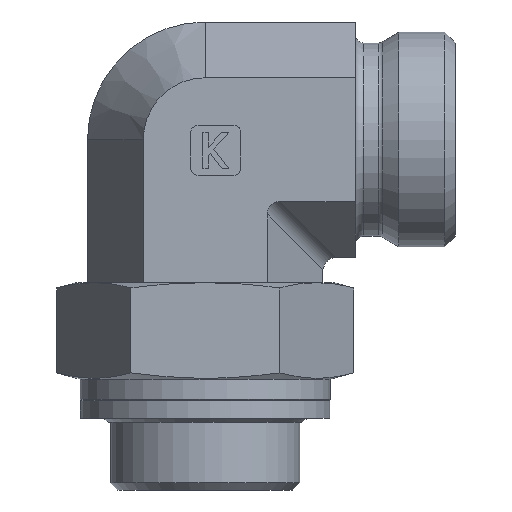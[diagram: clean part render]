
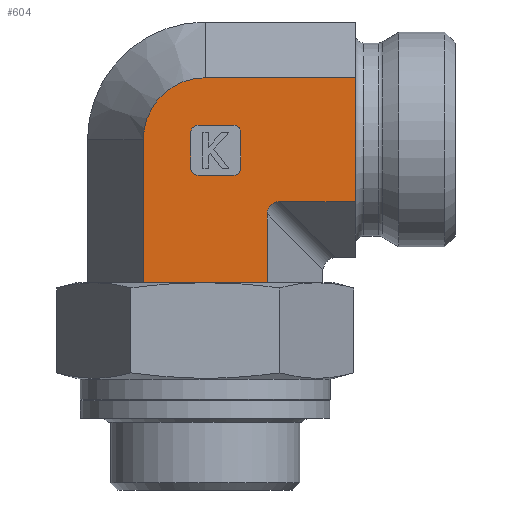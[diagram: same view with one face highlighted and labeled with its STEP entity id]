
A CAD part, left-side view. The second image highlights one B-rep face of the part: STEP entity #604.
In plain terms, the highlighted planar face has unit normal (-1, 0, 0).
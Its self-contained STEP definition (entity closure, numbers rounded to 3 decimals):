
#394=CARTESIAN_POINT('',(-15.0,-8.66,5.));
#395=VERTEX_POINT('',#394);
#402=CARTESIAN_POINT('',(-15.0,8.66,5.));
#403=VERTEX_POINT('',#402);
#404=CARTESIAN_POINT('',(-15.0,8.66,5.));
#405=DIRECTION('',(0.0,-1.0,0.0));
#406=VECTOR('',#405,17.321);
#407=LINE('',#404,#406);
#408=EDGE_CURVE('',#403,#395,#407,.T.);
#452=CARTESIAN_POINT('',(-15.0,8.66,25.0));
#453=VERTEX_POINT('',#452);
#454=CARTESIAN_POINT('',(-15.0,8.66,5.));
#455=DIRECTION('',(0.0,0.0,1.0));
#456=VECTOR('',#455,20.);
#457=LINE('',#454,#456);
#458=EDGE_CURVE('',#403,#453,#457,.T.);
#477=CARTESIAN_POINT('',(-15.0,-8.66,0.0));
#478=DIRECTION('',(-1.0,0.0,0.0));
#479=DIRECTION('',(0.0,0.0,1.0));
#480=AXIS2_PLACEMENT_3D('',#477,#478,#479);
#481=PLANE('',#480);
#482=ORIENTED_EDGE('',*,*,#408,.T.);
#483=CARTESIAN_POINT('',(-15.0,-8.66,14.608));
#484=VERTEX_POINT('',#483);
#485=CARTESIAN_POINT('',(-15.0,-8.66,5.));
#486=DIRECTION('',(0.0,0.0,1.0));
#487=VECTOR('',#486,9.608);
#488=LINE('',#485,#487);
#489=EDGE_CURVE('',#395,#484,#488,.T.);
#490=ORIENTED_EDGE('',*,*,#489,.T.);
#491=CARTESIAN_POINT('',(-15.,-10.392,16.34));
#492=VERTEX_POINT('',#491);
#493=CARTESIAN_POINT('',(-15.0,-10.97,14.03));
#494=DIRECTION('',(-1.0,0.0,0.0));
#495=DIRECTION('',(0.0,0.707,0.707));
#496=AXIS2_PLACEMENT_3D('',#493,#494,#495);
#497=ELLIPSE('',#496,2.582,2.0);
#498=EDGE_CURVE('',#492,#484,#497,.T.);
#499=ORIENTED_EDGE('',*,*,#498,.F.);
#500=CARTESIAN_POINT('',(-15.,-21.,16.34));
#501=VERTEX_POINT('',#500);
#502=CARTESIAN_POINT('',(-15.,-10.392,16.34));
#503=DIRECTION('',(0.0,-1.0,0.0));
#504=VECTOR('',#503,10.608);
#505=LINE('',#502,#504);
#506=EDGE_CURVE('',#492,#501,#505,.T.);
#507=ORIENTED_EDGE('',*,*,#506,.T.);
#508=CARTESIAN_POINT('',(-15.,-21.,33.66));
#509=VERTEX_POINT('',#508);
#510=CARTESIAN_POINT('',(-15.0,-21.,16.34));
#511=DIRECTION('',(0.0,0.0,1.0));
#512=VECTOR('',#511,17.321);
#513=LINE('',#510,#512);
#514=EDGE_CURVE('',#501,#509,#513,.T.);
#515=ORIENTED_EDGE('',*,*,#514,.T.);
#516=CARTESIAN_POINT('',(-15.,0.,33.66));
#517=VERTEX_POINT('',#516);
#518=CARTESIAN_POINT('',(-15.,0.,33.66));
#519=DIRECTION('',(0.0,-1.0,0.0));
#520=VECTOR('',#519,21.0);
#521=LINE('',#518,#520);
#522=EDGE_CURVE('',#517,#509,#521,.T.);
#523=ORIENTED_EDGE('',*,*,#522,.F.);
#524=CARTESIAN_POINT('',(-15.,0.,25.0));
#525=DIRECTION('',(-1.0,0.0,0.0));
#526=DIRECTION('',(0.0,0.0,1.0));
#527=AXIS2_PLACEMENT_3D('',#524,#525,#526);
#528=CIRCLE('',#527,8.66);
#529=EDGE_CURVE('',#517,#453,#528,.T.);
#530=ORIENTED_EDGE('',*,*,#529,.T.);
#531=ORIENTED_EDGE('',*,*,#458,.F.);
#532=EDGE_LOOP('',(#482,#490,#499,#507,#515,#523,#530,#531));
#533=FACE_OUTER_BOUND('',#532,.T.);
#534=CARTESIAN_POINT('',(-15.0,-4.,20.));
#535=VERTEX_POINT('',#534);
#536=CARTESIAN_POINT('',(-15.0,1.0,20.));
#537=VERTEX_POINT('',#536);
#538=CARTESIAN_POINT('',(-15.0,-4.,20.));
#539=DIRECTION('',(0.0,1.0,0.0));
#540=VECTOR('',#539,5.);
#541=LINE('',#538,#540);
#542=EDGE_CURVE('',#535,#537,#541,.T.);
#543=ORIENTED_EDGE('',*,*,#542,.T.);
#544=CARTESIAN_POINT('',(-15.0,2.0,21.));
#545=VERTEX_POINT('',#544);
#546=CARTESIAN_POINT('',(-15.0,1.0,21.));
#547=DIRECTION('',(-1.0,0.0,0.0));
#548=DIRECTION('',(0.0,0.707,-0.707));
#549=AXIS2_PLACEMENT_3D('',#546,#547,#548);
#550=CIRCLE('',#549,1.0);
#551=EDGE_CURVE('',#545,#537,#550,.T.);
#552=ORIENTED_EDGE('',*,*,#551,.F.);
#553=CARTESIAN_POINT('',(-15.0,2.0,26.));
#554=VERTEX_POINT('',#553);
#555=CARTESIAN_POINT('',(-15.0,2.0,21.));
#556=DIRECTION('',(0.0,0.0,1.0));
#557=VECTOR('',#556,5.0);
#558=LINE('',#555,#557);
#559=EDGE_CURVE('',#545,#554,#558,.T.);
#560=ORIENTED_EDGE('',*,*,#559,.T.);
#561=CARTESIAN_POINT('',(-15.0,1.0,27.));
#562=VERTEX_POINT('',#561);
#563=CARTESIAN_POINT('',(-15.0,1.0,26.));
#564=DIRECTION('',(-1.0,0.0,0.0));
#565=DIRECTION('',(0.0,0.707,0.707));
#566=AXIS2_PLACEMENT_3D('',#563,#564,#565);
#567=CIRCLE('',#566,1.0);
#568=EDGE_CURVE('',#562,#554,#567,.T.);
#569=ORIENTED_EDGE('',*,*,#568,.F.);
#570=CARTESIAN_POINT('',(-15.0,-4.,27.));
#571=VERTEX_POINT('',#570);
#572=CARTESIAN_POINT('',(-15.0,1.0,27.));
#573=DIRECTION('',(0.0,-1.0,0.0));
#574=VECTOR('',#573,5.0);
#575=LINE('',#572,#574);
#576=EDGE_CURVE('',#562,#571,#575,.T.);
#577=ORIENTED_EDGE('',*,*,#576,.T.);
#578=CARTESIAN_POINT('',(-15.0,-5.,26.));
#579=VERTEX_POINT('',#578);
#580=CARTESIAN_POINT('',(-15.0,-4.,26.));
#581=DIRECTION('',(-1.0,0.0,0.0));
#582=DIRECTION('',(0.0,-0.707,0.707));
#583=AXIS2_PLACEMENT_3D('',#580,#581,#582);
#584=CIRCLE('',#583,1.0);
#585=EDGE_CURVE('',#579,#571,#584,.T.);
#586=ORIENTED_EDGE('',*,*,#585,.F.);
#587=CARTESIAN_POINT('',(-15.0,-5.,21.));
#588=VERTEX_POINT('',#587);
#589=CARTESIAN_POINT('',(-15.0,-5.,26.));
#590=DIRECTION('',(0.0,0.0,-1.0));
#591=VECTOR('',#590,5.);
#592=LINE('',#589,#591);
#593=EDGE_CURVE('',#579,#588,#592,.T.);
#594=ORIENTED_EDGE('',*,*,#593,.T.);
#595=CARTESIAN_POINT('',(-15.0,-4.,21.));
#596=DIRECTION('',(-1.0,0.0,0.0));
#597=DIRECTION('',(0.0,-0.707,-0.707));
#598=AXIS2_PLACEMENT_3D('',#595,#596,#597);
#599=CIRCLE('',#598,1.0);
#600=EDGE_CURVE('',#535,#588,#599,.T.);
#601=ORIENTED_EDGE('',*,*,#600,.F.);
#602=EDGE_LOOP('',(#543,#552,#560,#569,#577,#586,#594,#601));
#603=FACE_BOUND('',#602,.T.);
#604=ADVANCED_FACE('',(#533,#603),#481,.T.);
